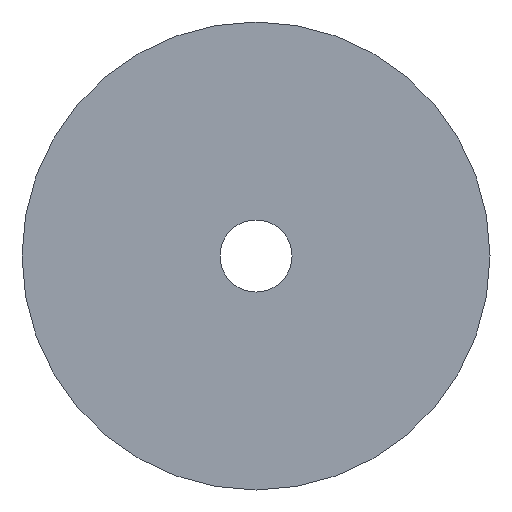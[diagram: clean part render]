
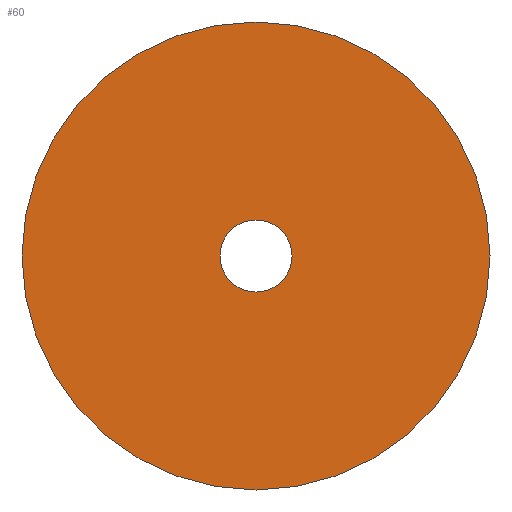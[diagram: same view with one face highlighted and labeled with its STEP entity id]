
A CAD part, front view. The second image highlights one B-rep face of the part: STEP entity #60.
In plain terms, the highlighted planar face has unit normal (0, -1, 0).
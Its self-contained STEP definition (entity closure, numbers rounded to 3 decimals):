
#3 = VERTEX_POINT ( 'NONE', #141 ) ;
#8 = VERTEX_POINT ( 'NONE', #144 ) ;
#10 = EDGE_CURVE ( 'NONE', #11, #8, #71, .T. ) ;
#11 = VERTEX_POINT ( 'NONE', #74 ) ;
#18 = EDGE_CURVE ( 'NONE', #46, #3, #58, .T. ) ;
#40 = ORIENTED_EDGE ( 'NONE', *, *, #44, .F. ) ;
#43 = EDGE_CURVE ( 'NONE', #8, #11, #190, .T. ) ;
#44 = EDGE_CURVE ( 'NONE', #3, #46, #200, .T. ) ;
#45 = EDGE_LOOP ( 'NONE', ( #40, #77 ) ) ;
#46 = VERTEX_POINT ( 'NONE', #193 ) ;
#49 = DIRECTION ( 'NONE',  ( 0., 0., 1. ) ) ;
#56 = DIRECTION ( 'NONE',  ( 0., 1., 0. ) ) ;
#57 = AXIS2_PLACEMENT_3D ( 'NONE', #94, #56, #49 ) ;
#58 = CIRCLE ( 'NONE', #57, 13. ) ;
#60 = ADVANCED_FACE ( 'NONE', ( #182, #189 ), #183, .F. ) ;
#69 = DIRECTION ( 'NONE',  ( 0., 1., 0. ) ) ;
#70 = AXIS2_PLACEMENT_3D ( 'NONE', #93, #69, #75 ) ;
#71 = CIRCLE ( 'NONE', #70, 2. ) ;
#74 = CARTESIAN_POINT ( 'NONE',  ( 0., -15., -2. ) ) ;
#75 = DIRECTION ( 'NONE',  ( 0., 0., 1. ) ) ;
#77 = ORIENTED_EDGE ( 'NONE', *, *, #18, .F. ) ;
#78 = ORIENTED_EDGE ( 'NONE', *, *, #43, .T. ) ;
#91 = ORIENTED_EDGE ( 'NONE', *, *, #10, .T. ) ;
#92 = EDGE_LOOP ( 'NONE', ( #78, #91 ) ) ;
#93 = CARTESIAN_POINT ( 'NONE',  ( 0., -15., 0. ) ) ;
#94 = CARTESIAN_POINT ( 'NONE',  ( 0., -15., 0. ) ) ;
#141 = CARTESIAN_POINT ( 'NONE',  ( 0., -15., -13. ) ) ;
#144 = CARTESIAN_POINT ( 'NONE',  ( 0., -15., 2. ) ) ;
#181 = AXIS2_PLACEMENT_3D ( 'NONE', #192, #199, #194 ) ;
#182 = FACE_OUTER_BOUND ( 'NONE', #45, .T. ) ;
#183 = PLANE ( 'NONE',  #188 ) ;
#185 = DIRECTION ( 'NONE',  ( 0., 1., 0. ) ) ;
#186 = DIRECTION ( 'NONE',  ( 0., 0., 1. ) ) ;
#188 = AXIS2_PLACEMENT_3D ( 'NONE', #197, #196, #195 ) ;
#189 = FACE_BOUND ( 'NONE', #92, .T. ) ;
#190 = CIRCLE ( 'NONE', #198, 2. ) ;
#191 = CARTESIAN_POINT ( 'NONE',  ( 0., -15., 0. ) ) ;
#192 = CARTESIAN_POINT ( 'NONE',  ( 0., -15., 0. ) ) ;
#193 = CARTESIAN_POINT ( 'NONE',  ( 0., -15., 13. ) ) ;
#194 = DIRECTION ( 'NONE',  ( 0., 0., 1. ) ) ;
#195 = DIRECTION ( 'NONE',  ( 0., 0., 1. ) ) ;
#196 = DIRECTION ( 'NONE',  ( 0., 1., 0. ) ) ;
#197 = CARTESIAN_POINT ( 'NONE',  ( 2., -15., 0. ) ) ;
#198 = AXIS2_PLACEMENT_3D ( 'NONE', #191, #185, #186 ) ;
#199 = DIRECTION ( 'NONE',  ( 0., 1., 0. ) ) ;
#200 = CIRCLE ( 'NONE', #181, 13. ) ;
